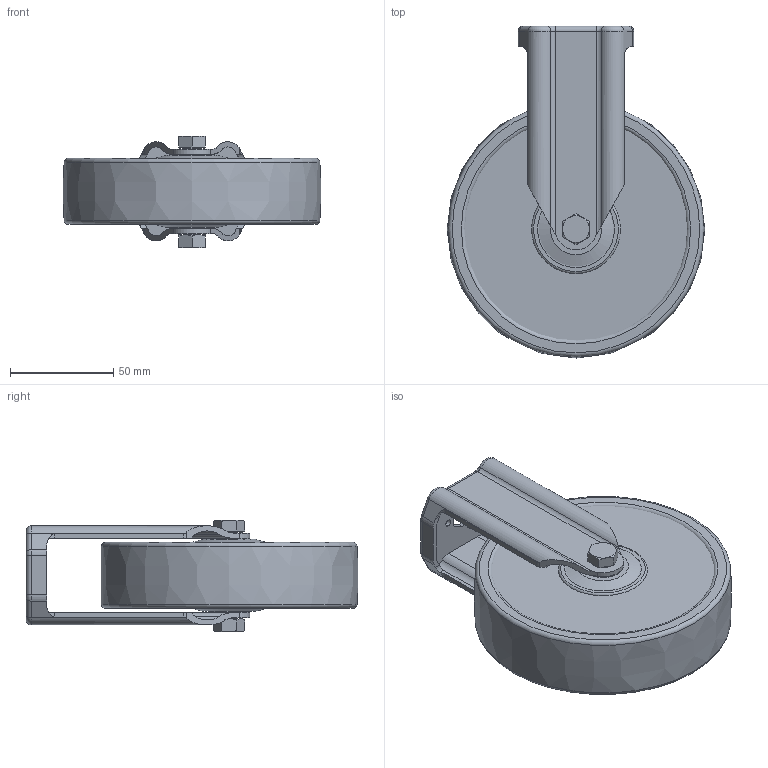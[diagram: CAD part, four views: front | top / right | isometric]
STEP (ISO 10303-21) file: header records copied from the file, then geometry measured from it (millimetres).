
FILE_DESCRIPTION( ( 'STEP AP203' ), '1' );
FILE_NAME( '098F125TNESD.stp', '2020-02-07T17:05:45', ( '' ), ( '' ), ' ', 'PARTsolutions', ' ' );
FILE_SCHEMA( ( 'CONFIG_CONTROL_DESIGN' ) );
Length unit declared in the file: millimetre
Products named in the file (6): 098F125TNESD; _098F125TNESDp1; _098F125TNESDp2; _098F125TNESDp3; _098F125TNESDs; _098F125TNESDn
Assembly tree (5 placements, depth 2):
  098F125TNESD
    _098F125TNESDp1
    _098F125TNESDp2
    _098F125TNESDp3
    _098F125TNESDs
    _098F125TNESDn
Bounding box: 124.89 x 160.94 x 54.2 mm (x, y, z)
Volume: 280359.6 mm3; surface area: 115679.6 mm2
Topology: 5 solids, 5 shells, 195 faces, 454 edges, 283 vertices
Faces by surface type: plane 72, cylinder 65, cone 31, torus 26, bspline 1
Full cylindrical faces by diameter (mm): 3.3 x3, 6.647 x1, 8 x2, 8.2 x3, 8.5 x3, 12.5 x1, 19.5 x2, 38 x2, 39 x2
Entity records: 5690 total; most frequent: CARTESIAN_POINT 1130, DIRECTION 962, ORIENTED_EDGE 810, EDGE_CURVE 405, AXIS2_PLACEMENT_3D 397, VERTEX_POINT 281, EDGE_LOOP 274, FACE_OUTER_BOUND 229
